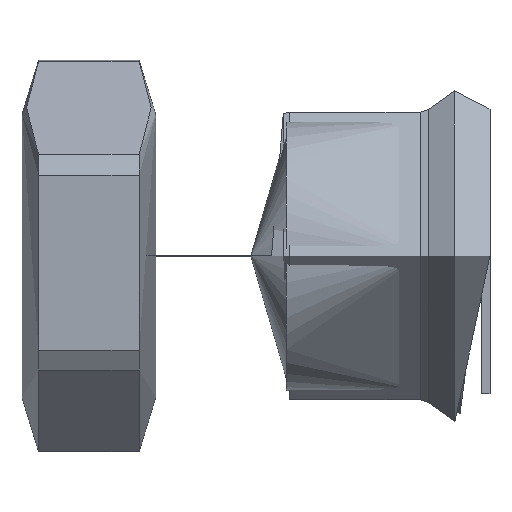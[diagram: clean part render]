
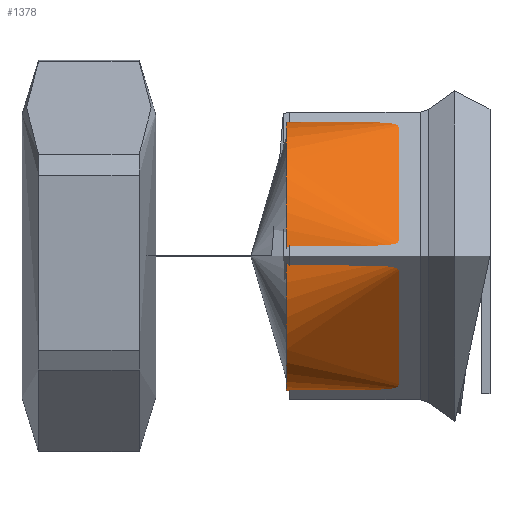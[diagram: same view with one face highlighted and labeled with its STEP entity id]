
A CAD part, top view. The second image highlights one B-rep face of the part: STEP entity #1378.
In plain terms, the highlighted free-form (B-spline) face has degree [1, 2] with [2, 9] control points.
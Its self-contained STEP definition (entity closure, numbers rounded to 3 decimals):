
#439 = EDGE_CURVE('',#440,#442,#444,.T.);
#440 = VERTEX_POINT('',#441);
#441 = CARTESIAN_POINT('',(-15.518,21.2,0.));
#442 = VERTEX_POINT('',#443);
#443 = CARTESIAN_POINT('',(-15.518,-21.2,0.));
#444 = ( BOUNDED_CURVE() B_SPLINE_CURVE(2,(#445,#446,#447,#448,#449),
.UNSPECIFIED.,.F.,.F.) B_SPLINE_CURVE_WITH_KNOTS((3,2,3),(0.,
1.571,3.142),.UNSPECIFIED.) CURVE() 
GEOMETRIC_REPRESENTATION_ITEM() RATIONAL_B_SPLINE_CURVE((1.,
0.707,1.,0.707,1.)) REPRESENTATION_ITEM('') );
#445 = CARTESIAN_POINT('',(-15.518,21.2,0.));
#446 = CARTESIAN_POINT('',(-15.518,21.2,21.2));
#447 = CARTESIAN_POINT('',(-15.518,0.,21.2));
#448 = CARTESIAN_POINT('',(-15.518,-21.2,21.2));
#449 = CARTESIAN_POINT('',(-15.518,-21.2,0.));
#451 = EDGE_CURVE('',#442,#440,#452,.T.);
#452 = ( BOUNDED_CURVE() B_SPLINE_CURVE(2,(#453,#454,#455,#456,#457),
.UNSPECIFIED.,.F.,.F.) B_SPLINE_CURVE_WITH_KNOTS((3,2,3),(3.142,
4.712,6.283),.PIECEWISE_BEZIER_KNOTS.) CURVE() 
GEOMETRIC_REPRESENTATION_ITEM() RATIONAL_B_SPLINE_CURVE((1.,
0.707,1.,0.707,1.)) REPRESENTATION_ITEM('') );
#453 = CARTESIAN_POINT('',(-15.518,-21.2,0.));
#454 = CARTESIAN_POINT('',(-15.518,-21.2,-21.2));
#455 = CARTESIAN_POINT('',(-15.518,0.,-21.2));
#456 = CARTESIAN_POINT('',(-15.518,21.2,-21.2));
#457 = CARTESIAN_POINT('',(-15.518,21.2,0.));
#1315 = EDGE_CURVE('',#1316,#1318,#1320,.T.);
#1316 = VERTEX_POINT('',#1317);
#1317 = CARTESIAN_POINT('',(5.508,21.2,0.));
#1318 = VERTEX_POINT('',#1319);
#1319 = CARTESIAN_POINT('',(5.508,0.,21.2));
#1320 = ( BOUNDED_CURVE() B_SPLINE_CURVE(2,(#1321,#1322,#1323),
.UNSPECIFIED.,.F.,.F.) B_SPLINE_CURVE_WITH_KNOTS((3,3),(0.,
1.571),.PIECEWISE_BEZIER_KNOTS.) CURVE() 
GEOMETRIC_REPRESENTATION_ITEM() RATIONAL_B_SPLINE_CURVE((1.,
0.707,1.)) REPRESENTATION_ITEM('') );
#1321 = CARTESIAN_POINT('',(5.508,21.2,0.));
#1322 = CARTESIAN_POINT('',(5.508,21.2,21.2));
#1323 = CARTESIAN_POINT('',(5.508,0.,21.2));
#1325 = EDGE_CURVE('',#1326,#1316,#1328,.T.);
#1326 = VERTEX_POINT('',#1327);
#1327 = CARTESIAN_POINT('',(5.508,-21.2,0.));
#1328 = ( BOUNDED_CURVE() B_SPLINE_CURVE(2,(#1329,#1330,#1331,#1332,
#1333),.UNSPECIFIED.,.F.,.F.) B_SPLINE_CURVE_WITH_KNOTS((3,2,3),(
    3.142,4.712,6.283),
.PIECEWISE_BEZIER_KNOTS.) CURVE() GEOMETRIC_REPRESENTATION_ITEM() 
RATIONAL_B_SPLINE_CURVE((1.,0.707,1.,0.707,1.)) 
REPRESENTATION_ITEM('') );
#1329 = CARTESIAN_POINT('',(5.508,-21.2,0.));
#1330 = CARTESIAN_POINT('',(5.508,-21.2,-21.2));
#1331 = CARTESIAN_POINT('',(5.508,0.,-21.2));
#1332 = CARTESIAN_POINT('',(5.508,21.2,-21.2));
#1333 = CARTESIAN_POINT('',(5.508,21.2,0.));
#1335 = EDGE_CURVE('',#1318,#1326,#1336,.T.);
#1336 = ( BOUNDED_CURVE() B_SPLINE_CURVE(2,(#1337,#1338,#1339),
.UNSPECIFIED.,.F.,.F.) B_SPLINE_CURVE_WITH_KNOTS((3,3),(1.571,
3.142),.PIECEWISE_BEZIER_KNOTS.) CURVE() 
GEOMETRIC_REPRESENTATION_ITEM() RATIONAL_B_SPLINE_CURVE((1.,
0.707,1.)) REPRESENTATION_ITEM('') );
#1337 = CARTESIAN_POINT('',(5.508,0.,21.2));
#1338 = CARTESIAN_POINT('',(5.508,-21.2,21.2));
#1339 = CARTESIAN_POINT('',(5.508,-21.2,0.));
#1378 = ADVANCED_FACE('',(#1379),#1392,.T.);
#1379 = FACE_BOUND('',#1380,.T.);
#1380 = EDGE_LOOP('',(#1381,#1382,#1383,#1388,#1389,#1390,#1391));
#1381 = ORIENTED_EDGE('',*,*,#1315,.T.);
#1382 = ORIENTED_EDGE('',*,*,#1335,.T.);
#1383 = ORIENTED_EDGE('',*,*,#1384,.T.);
#1384 = EDGE_CURVE('',#1326,#442,#1385,.T.);
#1385 = B_SPLINE_CURVE_WITH_KNOTS('',1,(#1386,#1387),.UNSPECIFIED.,.F.,
  .F.,(2,2),(-0.496,0.496),.PIECEWISE_BEZIER_KNOTS.);
#1386 = CARTESIAN_POINT('',(5.508,-21.2,0.));
#1387 = CARTESIAN_POINT('',(-15.518,-21.2,0.));
#1388 = ORIENTED_EDGE('',*,*,#439,.F.);
#1389 = ORIENTED_EDGE('',*,*,#451,.F.);
#1390 = ORIENTED_EDGE('',*,*,#1384,.F.);
#1391 = ORIENTED_EDGE('',*,*,#1325,.T.);
#1392 = ( BOUNDED_SURFACE() B_SPLINE_SURFACE(1,2,(
    (#1393,#1394,#1395,#1396,#1397,#1398,#1399,#1400,#1401)
    ,(#1402,#1403,#1404,#1405,#1406,#1407,#1408,#1409,#1410
)),.UNSPECIFIED.,.F.,.T.,.F.) B_SPLINE_SURFACE_WITH_KNOTS((2,2),(1,2,2,2
    ,2,2,1),(-0.496,0.496),(-4.712,
    -3.142,-1.571,0.,1.571,3.142,
4.712),.UNSPECIFIED.) GEOMETRIC_REPRESENTATION_ITEM() 
RATIONAL_B_SPLINE_SURFACE((
    (1.,0.707,1.,0.707,1.,0.707,1.
      ,0.707,1.)
    ,(1.,0.707,1.,0.707,1.,0.707,1.
,0.707,1.))) REPRESENTATION_ITEM('') SURFACE() );
#1393 = CARTESIAN_POINT('',(-15.518,-21.2,0.));
#1394 = CARTESIAN_POINT('',(-15.518,-21.2,-21.2));
#1395 = CARTESIAN_POINT('',(-15.518,0.,-21.2));
#1396 = CARTESIAN_POINT('',(-15.518,21.2,-21.2));
#1397 = CARTESIAN_POINT('',(-15.518,21.2,0.));
#1398 = CARTESIAN_POINT('',(-15.518,21.2,21.2));
#1399 = CARTESIAN_POINT('',(-15.518,0.,21.2));
#1400 = CARTESIAN_POINT('',(-15.518,-21.2,21.2));
#1401 = CARTESIAN_POINT('',(-15.518,-21.2,0.));
#1402 = CARTESIAN_POINT('',(5.508,-21.2,0.));
#1403 = CARTESIAN_POINT('',(5.508,-21.2,-21.2));
#1404 = CARTESIAN_POINT('',(5.508,0.,-21.2));
#1405 = CARTESIAN_POINT('',(5.508,21.2,-21.2));
#1406 = CARTESIAN_POINT('',(5.508,21.2,0.));
#1407 = CARTESIAN_POINT('',(5.508,21.2,21.2));
#1408 = CARTESIAN_POINT('',(5.508,0.,21.2));
#1409 = CARTESIAN_POINT('',(5.508,-21.2,21.2));
#1410 = CARTESIAN_POINT('',(5.508,-21.2,0.));
